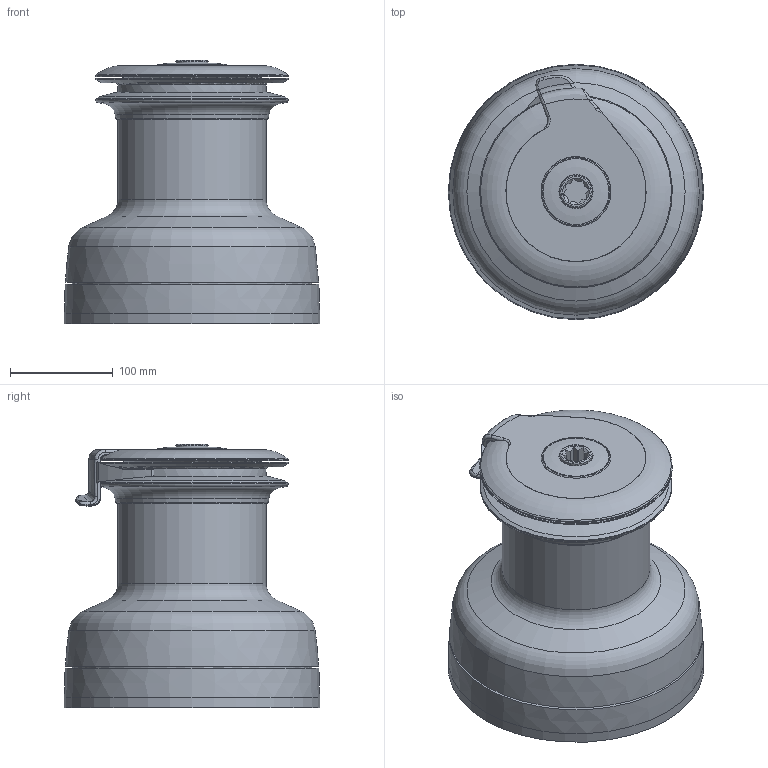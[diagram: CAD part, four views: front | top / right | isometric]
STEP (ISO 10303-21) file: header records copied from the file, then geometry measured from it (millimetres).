
FILE_DESCRIPTION(/* description */ (''),/* implementation_level */ '2;1');
FILE_NAME(/* name */ 'XT66.stp',/* time_stamp */ '2016-03-24T14:44:53+01:00',/* author */ ('gianni'),/* organization */ (''),/* preprocessor_version */ 'ST-DEVELOPER v16.1',/* originating_system */ 'Autodesk Inventor 2016',/* authorisation */ '');
FILE_SCHEMA (('AUTOMOTIVE_DESIGN { 1 0 10303 214 3 1 1 }'));
Length unit declared in the file: millimetre
Products named in the file (1): XT66
Bounding box: 248 x 248 x 255.7 mm (x, y, z)
Volume: 7282477.6 mm3; surface area: 322601.2 mm2
Topology: 1 solids, 1 shells, 214 faces, 544 edges, 348 vertices
Faces by surface type: plane 77, cylinder 77, bspline 33, torus 18, cone 9
Full cylindrical faces by diameter (mm): 10.5 x6, 18.1 x1, 31.72 x1, 32.2 x1, 144 x2, 187 x3, 233 x1, 248 x1
Entity records: 8302 total; most frequent: CARTESIAN_POINT 3499, ORIENTED_EDGE 998, DIRECTION 943, EDGE_CURVE 499, AXIS2_PLACEMENT_3D 383, VERTEX_POINT 340, EDGE_LOOP 269, FACE_OUTER_BOUND 214
